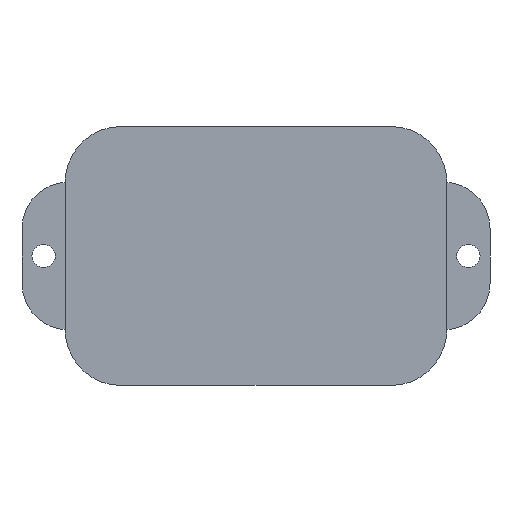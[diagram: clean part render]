
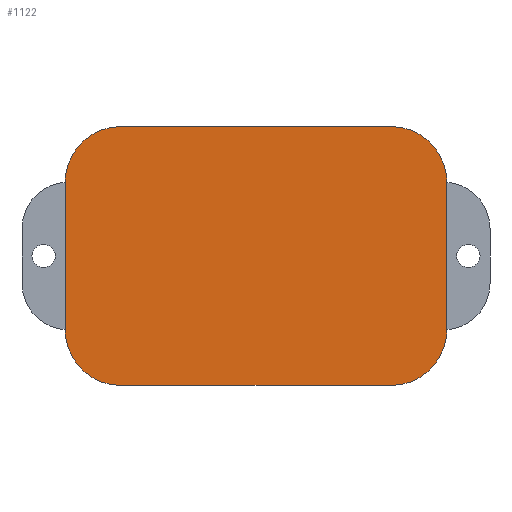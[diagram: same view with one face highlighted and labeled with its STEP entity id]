
A CAD part, front view. The second image highlights one B-rep face of the part: STEP entity #1122.
In plain terms, the highlighted planar face has unit normal (0, -1, 0).
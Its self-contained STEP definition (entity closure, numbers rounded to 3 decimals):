
#97=PLANE('',#1244);
#154=FACE_OUTER_BOUND('',#232,.T.);
#232=EDGE_LOOP('',(#967,#968,#969,#970,#971,#972,#973,#974));
#295=LINE('',#1791,#390);
#323=LINE('',#1871,#418);
#325=LINE('',#1876,#420);
#326=LINE('',#1880,#421);
#390=VECTOR('',#1447,10.);
#418=VECTOR('',#1529,10.);
#420=VECTOR('',#1533,10.);
#421=VECTOR('',#1536,10.);
#483=CIRCLE('',#1242,12.);
#484=CIRCLE('',#1245,12.);
#485=CIRCLE('',#1246,12.);
#486=CIRCLE('',#1247,12.);
#550=VERTEX_POINT('',#1788);
#551=VERTEX_POINT('',#1790);
#575=VERTEX_POINT('',#1866);
#576=VERTEX_POINT('',#1870);
#577=VERTEX_POINT('',#1874);
#578=VERTEX_POINT('',#1875);
#579=VERTEX_POINT('',#1877);
#580=VERTEX_POINT('',#1879);
#673=EDGE_CURVE('',#551,#550,#295,.T.);
#712=EDGE_CURVE('',#551,#575,#483,.T.);
#714=EDGE_CURVE('',#576,#575,#323,.T.);
#716=EDGE_CURVE('',#577,#578,#325,.T.);
#717=EDGE_CURVE('',#579,#577,#484,.T.);
#718=EDGE_CURVE('',#580,#579,#326,.T.);
#719=EDGE_CURVE('',#576,#580,#485,.T.);
#720=EDGE_CURVE('',#578,#550,#486,.T.);
#967=ORIENTED_EDGE('',*,*,#716,.F.);
#968=ORIENTED_EDGE('',*,*,#717,.F.);
#969=ORIENTED_EDGE('',*,*,#718,.F.);
#970=ORIENTED_EDGE('',*,*,#719,.F.);
#971=ORIENTED_EDGE('',*,*,#714,.T.);
#972=ORIENTED_EDGE('',*,*,#712,.F.);
#973=ORIENTED_EDGE('',*,*,#673,.T.);
#974=ORIENTED_EDGE('',*,*,#720,.F.);
#1122=ADVANCED_FACE('',(#154),#97,.T.);
#1242=AXIS2_PLACEMENT_3D('',#1867,#1524,#1525);
#1244=AXIS2_PLACEMENT_3D('',#1873,#1531,#1532);
#1245=AXIS2_PLACEMENT_3D('',#1878,#1534,#1535);
#1246=AXIS2_PLACEMENT_3D('',#1881,#1537,#1538);
#1247=AXIS2_PLACEMENT_3D('',#1882,#1539,#1540);
#1447=DIRECTION('',(-1.,0.,0.));
#1524=DIRECTION('center_axis',(0.,1.,0.));
#1525=DIRECTION('ref_axis',(0.707,0.,0.707));
#1529=DIRECTION('',(0.,0.,1.));
#1531=DIRECTION('center_axis',(0.,-1.,0.));
#1532=DIRECTION('ref_axis',(1.,0.,0.));
#1533=DIRECTION('',(0.,0.,1.));
#1534=DIRECTION('center_axis',(0.,1.,0.));
#1535=DIRECTION('ref_axis',(-0.707,0.,-0.707));
#1536=DIRECTION('',(-1.,0.,0.));
#1537=DIRECTION('center_axis',(0.,1.,0.));
#1538=DIRECTION('ref_axis',(0.707,0.,-0.707));
#1539=DIRECTION('center_axis',(0.,1.,0.));
#1540=DIRECTION('ref_axis',(-0.707,0.,0.707));
#1788=CARTESIAN_POINT('',(8.539,-6.,3.141));
#1790=CARTESIAN_POINT('',(66.719,-6.,3.141));
#1791=CARTESIAN_POINT('',(37.629,-6.,3.141));
#1866=CARTESIAN_POINT('',(78.719,-6.,-8.859));
#1867=CARTESIAN_POINT('Origin',(66.719,-6.,-8.859));
#1870=CARTESIAN_POINT('',(78.719,-6.,-40.599));
#1871=CARTESIAN_POINT('',(78.719,-6.,-52.599));
#1873=CARTESIAN_POINT('Origin',(37.629,-6.,-24.729));
#1874=CARTESIAN_POINT('',(-3.461,-6.,-40.599));
#1875=CARTESIAN_POINT('',(-3.461,-6.,-8.859));
#1876=CARTESIAN_POINT('',(-3.461,-6.,-24.729));
#1877=CARTESIAN_POINT('',(8.539,-6.,-52.599));
#1878=CARTESIAN_POINT('Origin',(8.539,-6.,-40.599));
#1879=CARTESIAN_POINT('',(66.719,-6.,-52.599));
#1880=CARTESIAN_POINT('',(37.629,-6.,-52.599));
#1881=CARTESIAN_POINT('Origin',(66.719,-6.,-40.599));
#1882=CARTESIAN_POINT('Origin',(8.539,-6.,-8.859));
